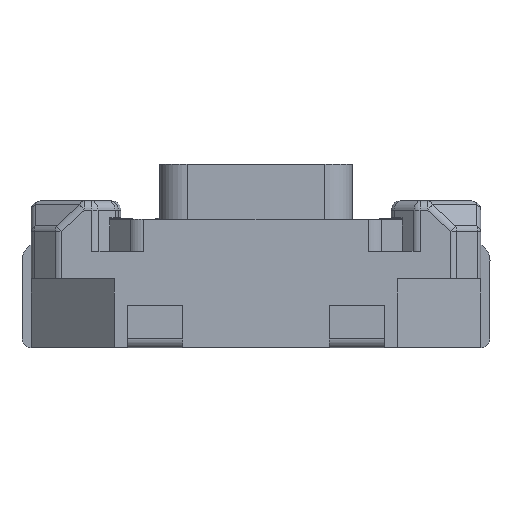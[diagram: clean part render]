
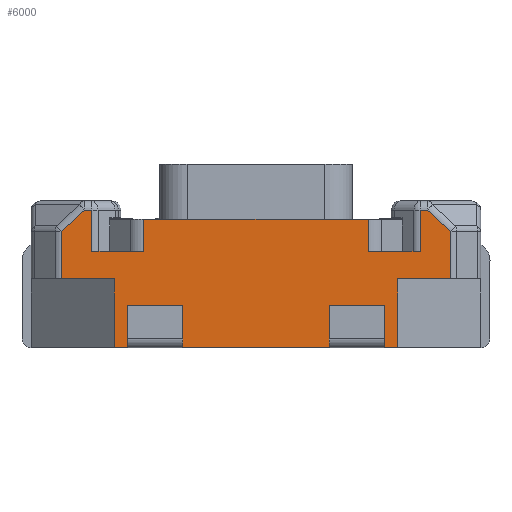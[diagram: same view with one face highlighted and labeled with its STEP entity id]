
A CAD part, left-side view. The second image highlights one B-rep face of the part: STEP entity #6000.
In plain terms, the highlighted planar face has unit normal (-1, 0, 0).
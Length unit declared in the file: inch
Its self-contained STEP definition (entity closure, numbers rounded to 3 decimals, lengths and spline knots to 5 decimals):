
#113=PLANE('',#6457);
#361=FACE_OUTER_BOUND('',#694,.T.);
#694=EDGE_LOOP('',(#4327,#4328,#4329,#4330,#4331,#4332,#4333,#4334,#4335,
#4336,#4337,#4338,#4339,#4340,#4341,#4342,#4343,#4344,#4345,#4346,#4347,
#4348,#4349,#4350,#4351,#4352));
#929=LINE('',#8540,#1556);
#936=LINE('',#8559,#1563);
#1029=LINE('',#8804,#1656);
#1031=LINE('',#8808,#1658);
#1033=LINE('',#8811,#1660);
#1146=LINE('',#9140,#1773);
#1156=LINE('',#9187,#1783);
#1158=LINE('',#9190,#1785);
#1164=LINE('',#9204,#1791);
#1167=LINE('',#9218,#1794);
#1170=LINE('',#9223,#1797);
#1171=LINE('',#9225,#1798);
#1172=LINE('',#9227,#1799);
#1173=LINE('',#9229,#1800);
#1174=LINE('',#9231,#1801);
#1175=LINE('',#9233,#1802);
#1176=LINE('',#9235,#1803);
#1177=LINE('',#9237,#1804);
#1178=LINE('',#9239,#1805);
#1179=LINE('',#9241,#1806);
#1180=LINE('',#9242,#1807);
#1181=LINE('',#9244,#1808);
#1182=LINE('',#9245,#1809);
#1183=LINE('',#9247,#1810);
#1184=LINE('',#9248,#1811);
#1185=LINE('',#9249,#1812);
#1556=VECTOR('',#6808,0.0181);
#1563=VECTOR('',#6825,0.0181);
#1656=VECTOR('',#7028,0.3937);
#1658=VECTOR('',#7030,0.3937);
#1660=VECTOR('',#7032,0.3937);
#1773=VECTOR('',#7373,0.3937);
#1783=VECTOR('',#7429,0.3937);
#1785=VECTOR('',#7433,0.3937);
#1791=VECTOR('',#7449,0.3937);
#1794=VECTOR('',#7468,0.02435);
#1797=VECTOR('',#7473,0.02064);
#1798=VECTOR('',#7474,0.01378);
#1799=VECTOR('',#7475,0.09651);
#1800=VECTOR('',#7476,0.01378);
#1801=VECTOR('',#7477,0.02064);
#1802=VECTOR('',#7478,0.3937);
#1803=VECTOR('',#7479,0.3937);
#1804=VECTOR('',#7480,0.3937);
#1805=VECTOR('',#7481,0.3937);
#1806=VECTOR('',#7482,0.02435);
#1807=VECTOR('',#7483,0.02953);
#1808=VECTOR('',#7484,0.02362);
#1809=VECTOR('',#7485,0.0181);
#1810=VECTOR('',#7486,0.0181);
#1811=VECTOR('',#7487,0.02362);
#1812=VECTOR('',#7488,0.02953);
#2401=VERTEX_POINT('',#8537);
#2402=VERTEX_POINT('',#8539);
#2408=VERTEX_POINT('',#8556);
#2409=VERTEX_POINT('',#8558);
#2506=VERTEX_POINT('',#8802);
#2507=VERTEX_POINT('',#8805);
#2508=VERTEX_POINT('',#8807);
#2509=VERTEX_POINT('',#8810);
#2606=VERTEX_POINT('',#9122);
#2609=VERTEX_POINT('',#9132);
#2620=VERTEX_POINT('',#9172);
#2625=VERTEX_POINT('',#9185);
#2627=VERTEX_POINT('',#9200);
#2631=VERTEX_POINT('',#9217);
#2632=VERTEX_POINT('',#9222);
#2633=VERTEX_POINT('',#9224);
#2634=VERTEX_POINT('',#9226);
#2635=VERTEX_POINT('',#9228);
#2636=VERTEX_POINT('',#9230);
#2637=VERTEX_POINT('',#9232);
#2638=VERTEX_POINT('',#9234);
#2639=VERTEX_POINT('',#9236);
#2640=VERTEX_POINT('',#9238);
#2641=VERTEX_POINT('',#9240);
#2642=VERTEX_POINT('',#9243);
#2643=VERTEX_POINT('',#9246);
#2919=EDGE_CURVE('',#2401,#2402,#929,.T.);
#2928=EDGE_CURVE('',#2409,#2408,#936,.T.);
#3051=EDGE_CURVE('',#2408,#2506,#1029,.T.);
#3053=EDGE_CURVE('',#2508,#2507,#1031,.T.);
#3055=EDGE_CURVE('',#2509,#2402,#1033,.T.);
#3221=EDGE_CURVE('',#2609,#2606,#1146,.T.);
#3244=EDGE_CURVE('',#2625,#2620,#1156,.T.);
#3246=EDGE_CURVE('',#2620,#2609,#1158,.T.);
#3254=EDGE_CURVE('',#2606,#2627,#1164,.T.);
#3261=EDGE_CURVE('',#2631,#2627,#1167,.T.);
#3264=EDGE_CURVE('',#2632,#2625,#1170,.T.);
#3265=EDGE_CURVE('',#2632,#2633,#1171,.T.);
#3266=EDGE_CURVE('',#2634,#2633,#1172,.T.);
#3267=EDGE_CURVE('',#2634,#2635,#1173,.T.);
#3268=EDGE_CURVE('',#2636,#2635,#1174,.T.);
#3269=EDGE_CURVE('',#2637,#2636,#1175,.T.);
#3270=EDGE_CURVE('',#2638,#2637,#1176,.T.);
#3271=EDGE_CURVE('',#2639,#2638,#1177,.T.);
#3272=EDGE_CURVE('',#2640,#2639,#1178,.T.);
#3273=EDGE_CURVE('',#2640,#2641,#1179,.T.);
#3274=EDGE_CURVE('',#2641,#2509,#1180,.T.);
#3275=EDGE_CURVE('',#2642,#2401,#1181,.T.);
#3276=EDGE_CURVE('',#2642,#2508,#1182,.T.);
#3277=EDGE_CURVE('',#2643,#2507,#1183,.T.);
#3278=EDGE_CURVE('',#2409,#2643,#1184,.T.);
#3279=EDGE_CURVE('',#2506,#2631,#1185,.T.);
#4327=ORIENTED_EDGE('',*,*,#3254,.F.);
#4328=ORIENTED_EDGE('',*,*,#3221,.F.);
#4329=ORIENTED_EDGE('',*,*,#3246,.F.);
#4330=ORIENTED_EDGE('',*,*,#3244,.F.);
#4331=ORIENTED_EDGE('',*,*,#3264,.F.);
#4332=ORIENTED_EDGE('',*,*,#3265,.T.);
#4333=ORIENTED_EDGE('',*,*,#3266,.F.);
#4334=ORIENTED_EDGE('',*,*,#3267,.T.);
#4335=ORIENTED_EDGE('',*,*,#3268,.F.);
#4336=ORIENTED_EDGE('',*,*,#3269,.F.);
#4337=ORIENTED_EDGE('',*,*,#3270,.F.);
#4338=ORIENTED_EDGE('',*,*,#3271,.F.);
#4339=ORIENTED_EDGE('',*,*,#3272,.F.);
#4340=ORIENTED_EDGE('',*,*,#3273,.T.);
#4341=ORIENTED_EDGE('',*,*,#3274,.T.);
#4342=ORIENTED_EDGE('',*,*,#3055,.T.);
#4343=ORIENTED_EDGE('',*,*,#2919,.F.);
#4344=ORIENTED_EDGE('',*,*,#3275,.F.);
#4345=ORIENTED_EDGE('',*,*,#3276,.T.);
#4346=ORIENTED_EDGE('',*,*,#3053,.T.);
#4347=ORIENTED_EDGE('',*,*,#3277,.F.);
#4348=ORIENTED_EDGE('',*,*,#3278,.F.);
#4349=ORIENTED_EDGE('',*,*,#2928,.T.);
#4350=ORIENTED_EDGE('',*,*,#3051,.T.);
#4351=ORIENTED_EDGE('',*,*,#3279,.T.);
#4352=ORIENTED_EDGE('',*,*,#3261,.T.);
#6000=ADVANCED_FACE('',(#361),#113,.T.);
#6457=AXIS2_PLACEMENT_3D('',#9221,#7471,#7472);
#6808=DIRECTION('',(0.,0.,-1.));
#6825=DIRECTION('',(0.,0.,-1.));
#7028=DIRECTION('',(0.,-1.,0.));
#7030=DIRECTION('',(0.,-1.,0.));
#7032=DIRECTION('',(0.,-1.,0.));
#7373=DIRECTION('',(0.,-0.735,-0.678));
#7429=DIRECTION('',(0.,0.,1.));
#7433=DIRECTION('',(0.,-1.,0.));
#7449=DIRECTION('',(0.,0.,-1.));
#7468=DIRECTION('',(0.,-1.,0.));
#7471=DIRECTION('center_axis',(-1.,0.,0.));
#7472=DIRECTION('ref_axis',(0.,-1.,0.));
#7473=DIRECTION('',(0.,-1.,0.));
#7474=DIRECTION('',(0.,0.,1.));
#7475=DIRECTION('',(0.,-1.,0.));
#7476=DIRECTION('',(0.,0.,-1.));
#7477=DIRECTION('',(0.,-1.,0.));
#7478=DIRECTION('',(0.,0.,-1.));
#7479=DIRECTION('',(0.,-1.,0.));
#7480=DIRECTION('',(0.,-0.735,0.678));
#7481=DIRECTION('',(0.,0.,1.));
#7482=DIRECTION('',(0.,-1.,0.));
#7483=DIRECTION('',(0.,0.,-1.));
#7484=DIRECTION('',(0.,1.,0.));
#7485=DIRECTION('',(0.,0.,-1.));
#7486=DIRECTION('',(0.,0.,-1.));
#7487=DIRECTION('',(0.,1.,0.));
#7488=DIRECTION('',(0.,0.,1.));
#8537=CARTESIAN_POINT('',(-0.09252,0.05512,0.01808));
#8539=CARTESIAN_POINT('',(-0.09252,0.05512,0.00016));
#8540=CARTESIAN_POINT('',(-0.09252,0.05512,0.01808));
#8556=CARTESIAN_POINT('',(-0.09252,-0.05512,0.00016));
#8558=CARTESIAN_POINT('',(-0.09252,-0.05512,0.01808));
#8559=CARTESIAN_POINT('',(-0.09252,-0.05512,0.01808));
#8802=CARTESIAN_POINT('',(-0.09252,-0.06074,0.00016));
#8804=CARTESIAN_POINT('',(-0.09252,0.,0.00016));
#8805=CARTESIAN_POINT('',(-0.09252,-0.0315,0.00016));
#8807=CARTESIAN_POINT('',(-0.09252,0.0315,0.00016));
#8808=CARTESIAN_POINT('',(-0.09252,0.,0.00016));
#8810=CARTESIAN_POINT('',(-0.09252,0.06074,0.00016));
#8811=CARTESIAN_POINT('',(-0.09252,0.,0.00016));
#9122=CARTESIAN_POINT('',(-0.09252,-0.08351,0.04987));
#9132=CARTESIAN_POINT('',(-0.09252,-0.07356,0.05906));
#9140=CARTESIAN_POINT('',(-0.09252,-0.06832,0.06389));
#9172=CARTESIAN_POINT('',(-0.09252,-0.0704,0.05906));
#9185=CARTESIAN_POINT('',(-0.09252,-0.0704,0.04134));
#9187=CARTESIAN_POINT('',(-0.09252,-0.0704,0.01975));
#9190=CARTESIAN_POINT('',(-0.09252,0.,0.05906));
#9200=CARTESIAN_POINT('',(-0.09252,-0.08351,0.02953));
#9204=CARTESIAN_POINT('',(-0.09252,-0.08351,0.02515));
#9217=CARTESIAN_POINT('',(-0.09252,-0.06074,0.02953));
#9218=CARTESIAN_POINT('',(-0.09252,-0.06074,0.02953));
#9221=CARTESIAN_POINT('Origin',(-0.09252,0.,
-0.00132));
#9222=CARTESIAN_POINT('',(-0.09252,-0.04826,0.04134));
#9223=CARTESIAN_POINT('',(-0.09252,-0.04826,0.04134));
#9224=CARTESIAN_POINT('',(-0.09252,-0.04826,0.05512));
#9225=CARTESIAN_POINT('',(-0.09252,-0.04826,0.04134));
#9226=CARTESIAN_POINT('',(-0.09252,0.04826,0.05512));
#9227=CARTESIAN_POINT('',(-0.09252,0.04826,0.05512));
#9228=CARTESIAN_POINT('',(-0.09252,0.04826,0.04134));
#9229=CARTESIAN_POINT('',(-0.09252,0.04826,0.05512));
#9230=CARTESIAN_POINT('',(-0.09252,0.0704,0.04134));
#9231=CARTESIAN_POINT('',(-0.09252,0.0689,0.04134));
#9232=CARTESIAN_POINT('',(-0.09252,0.0704,0.05906));
#9233=CARTESIAN_POINT('',(-0.09252,0.0704,0.01975));
#9234=CARTESIAN_POINT('',(-0.09252,0.07356,0.05906));
#9235=CARTESIAN_POINT('',(-0.09252,0.,0.05906));
#9236=CARTESIAN_POINT('',(-0.09252,0.08351,0.04987));
#9237=CARTESIAN_POINT('',(-0.09252,0.07618,0.05663));
#9238=CARTESIAN_POINT('',(-0.09252,0.08351,0.02953));
#9239=CARTESIAN_POINT('',(-0.09252,0.08351,0.02515));
#9240=CARTESIAN_POINT('',(-0.09252,0.06074,0.02953));
#9241=CARTESIAN_POINT('',(-0.09252,0.08509,0.02953));
#9242=CARTESIAN_POINT('',(-0.09252,0.06074,0.02953));
#9243=CARTESIAN_POINT('',(-0.09252,0.0315,0.01808));
#9244=CARTESIAN_POINT('',(-0.09252,0.0315,0.01808));
#9245=CARTESIAN_POINT('',(-0.09252,0.0315,0.01808));
#9246=CARTESIAN_POINT('',(-0.09252,-0.0315,0.01808));
#9247=CARTESIAN_POINT('',(-0.09252,-0.0315,0.01808));
#9248=CARTESIAN_POINT('',(-0.09252,-0.05512,0.01808));
#9249=CARTESIAN_POINT('',(-0.09252,-0.06074,0.));
